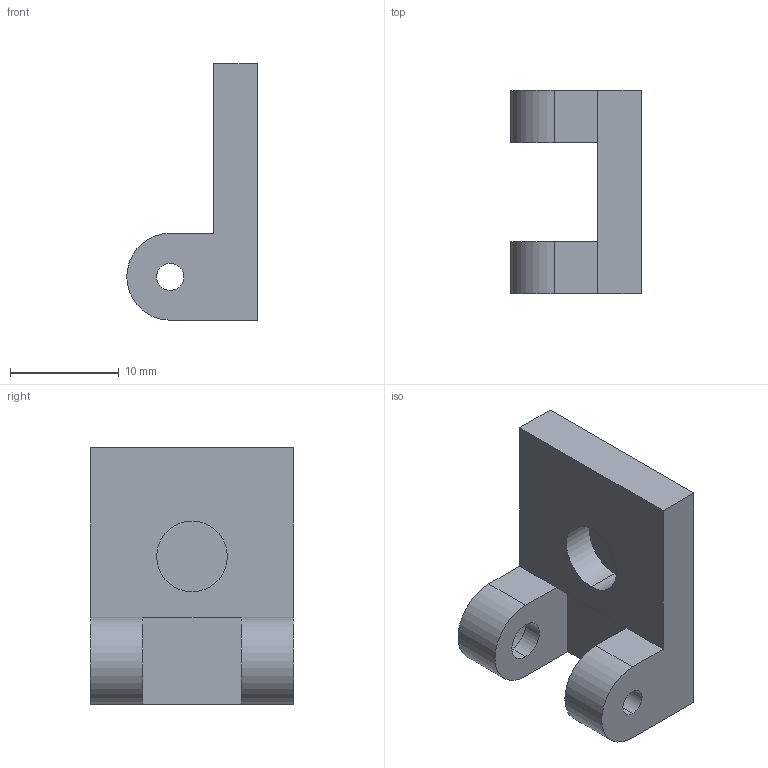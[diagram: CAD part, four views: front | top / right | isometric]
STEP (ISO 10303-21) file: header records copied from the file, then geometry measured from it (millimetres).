
FILE_DESCRIPTION (( 'STEP AP203' ), '1' );
FILE_NAME ('lower cross brace-cover hinge-2 (Default).STEP', '2021-11-19T20:51:23', ( '' ), ( '' ), 'SwSTEP 2.0', 'SolidWorks 2020', '' );
FILE_SCHEMA (( 'CONFIG_CONTROL_DESIGN' ));
Length unit declared in the file: millimetre
Products named in the file (1): lower cross brace-cover hinge-2 (Default)
Bounding box: 12 x 18.7 x 23.6 mm (x, y, z)
Volume: 1957.5 mm3; surface area: 1751.4 mm2
Topology: 1 solids, 1 shells, 27 faces, 64 edges, 42 vertices
Faces by surface type: plane 15, cylinder 12
Entity records: 871 total; most frequent: DIRECTION 144, CARTESIAN_POINT 134, ORIENTED_EDGE 128, EDGE_CURVE 64, AXIS2_PLACEMENT_3D 52, VERTEX_POINT 42, VECTOR 40, LINE 40
